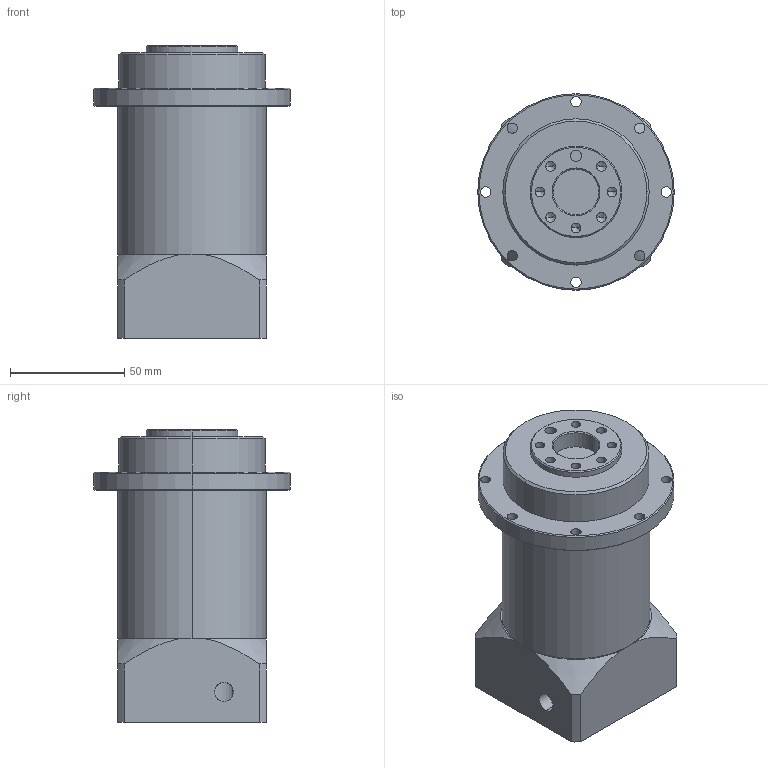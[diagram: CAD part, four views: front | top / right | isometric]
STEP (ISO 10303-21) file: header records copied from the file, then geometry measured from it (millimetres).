
FILE_DESCRIPTION((''),'2;1');
FILE_NAME('00','2022-06-14T16:05:23',('Administrator'),(''),'CREO PARAMETRIC BY PTC INC, 2019010','CREO PARAMETRIC BY PTC INC, 2019010','');
FILE_SCHEMA(('CONFIG_CONTROL_DESIGN'));
Length unit declared in the file: millimetre
Products named in the file (1): 00
Bounding box: 86 x 86 x 128 mm (x, y, z)
Volume: 434575.4 mm3; surface area: 54973.9 mm2
Topology: 1 solids, 1 shells, 200 faces, 492 edges, 303 vertices
Faces by surface type: cylinder 82, plane 62, cone 40, torus 16
Entity records: 6066 total; most frequent: CARTESIAN_POINT 1203, DIRECTION 1082, ORIENTED_EDGE 940, EDGE_CURVE 470, AXIS2_PLACEMENT_3D 432, VERTEX_POINT 303, EDGE_LOOP 251, CIRCLE 232
